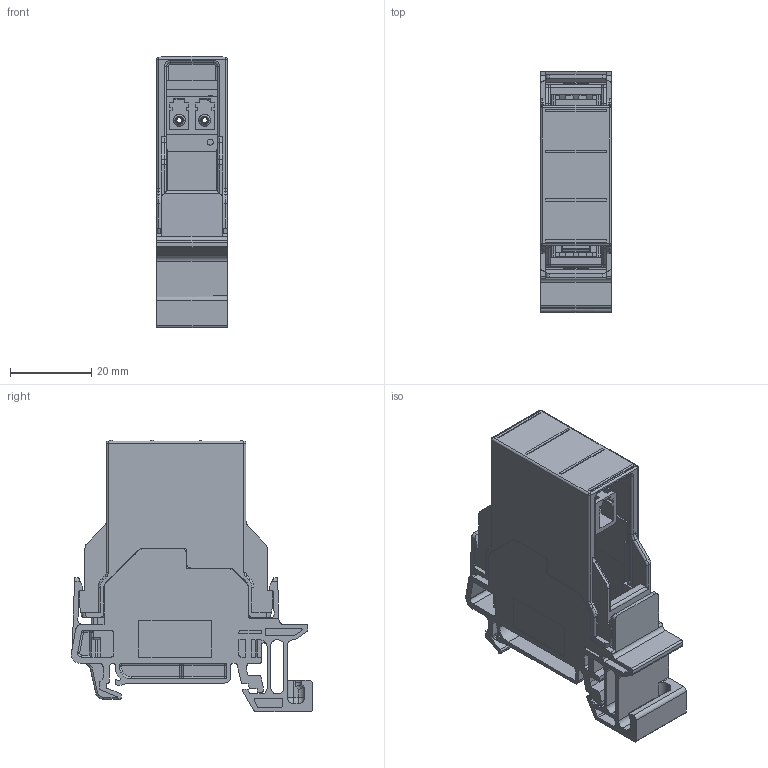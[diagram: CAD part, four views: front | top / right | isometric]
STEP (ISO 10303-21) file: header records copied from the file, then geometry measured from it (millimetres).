
FILE_DESCRIPTION(('CATIA V5 STEP Exchange','CAx-IF Rec.Pracs.--- Model Styling and Organization---1.4--- 2014-01-23'),'2;1');
FILE_NAME ('033013-3_1_8947010000_8947010000.stp','2020-01-16T10:49:45+00:00',('none'),('Weidmueller'),'CATIA Version 5-6 Release 2016 SP3 HF44','CATIA V5 STEP AP214','none');
FILE_SCHEMA(('AUTOMOTIVE_DESIGN { 1 0 10303 214 1 1 1 1 }'));
Products named in the file (1): 8947010000
Bounding box: 17.5 x 59.55 x 66.95 mm (x, y, z)
Volume: 17468.4 mm3; surface area: 27836.1 mm2
Topology: 7 solids, 7 shells, 1600 faces, 4518 edges, 2887 vertices
Faces by surface type: plane 910, cylinder 482, torus 122, cone 32, bspline 29, sphere 25
Entity records: 53904 total; most frequent: CARTESIAN_POINT 13884, ORIENTED_EDGE 8972, DIRECTION 7098, EDGE_CURVE 4486, VECTOR 3050, LINE 3050, VERTEX_POINT 2887, AXIS2_PLACEMENT_3D 2478
